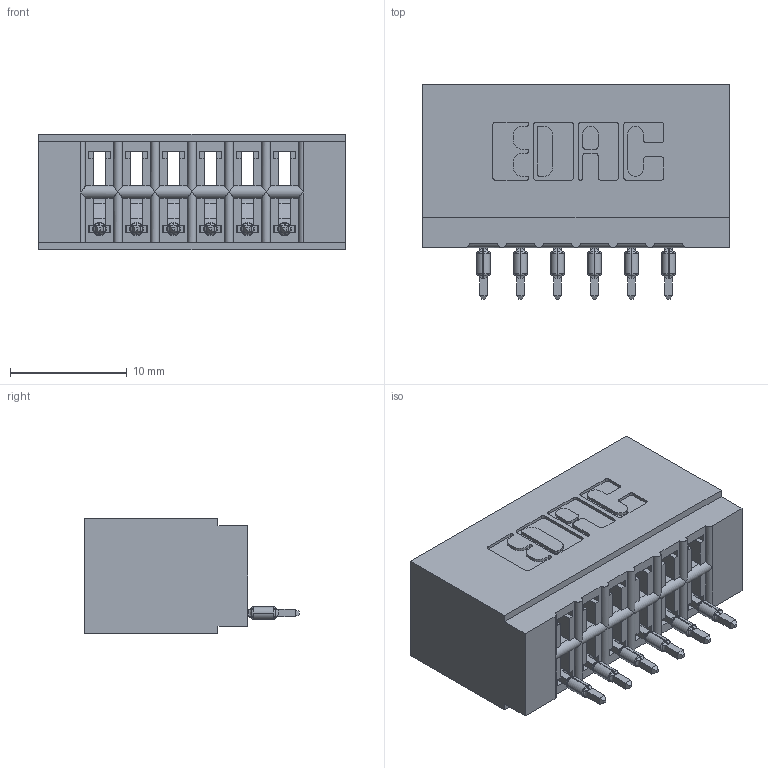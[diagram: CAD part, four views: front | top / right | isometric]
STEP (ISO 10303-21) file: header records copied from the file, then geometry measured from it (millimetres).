
FILE_DESCRIPTION (( 'STEP AP203' ), '1' );
FILE_NAME ('726-006-520-101.STEP', '2020-05-28T02:38:35', ( '' ), ( '' ), 'SwSTEP 2.0', 'SolidWorks 2020', '' );
FILE_SCHEMA (( 'CONFIG_CONTROL_DESIGN' ));
Length unit declared in the file: inch
Products named in the file (3): 726-006-520-101; 746-292-001_520; 726 Part_.515 Slot Depth - 01
Assembly tree (7 placements, depth 2):
  726-006-520-101
    726 Part_.515 Slot Depth - 01
    746-292-001_520  x6
Bounding box: 26.29 x 18.4 x 9.91 mm (x, y, z)
Volume: 2543.9 mm3; surface area: 3311.7 mm2
Topology: 7 solids, 7 shells, 745 faces, 2105 edges, 1357 vertices
Faces by surface type: plane 433, cylinder 156, bspline 120, torus 36
Entity records: 14151 total; most frequent: CARTESIAN_POINT 3159, ORIENTED_EDGE 2360, DIRECTION 2020, EDGE_CURVE 1180, VECTOR 936, LINE 936, VERTEX_POINT 777, AXIS2_PLACEMENT_3D 542
